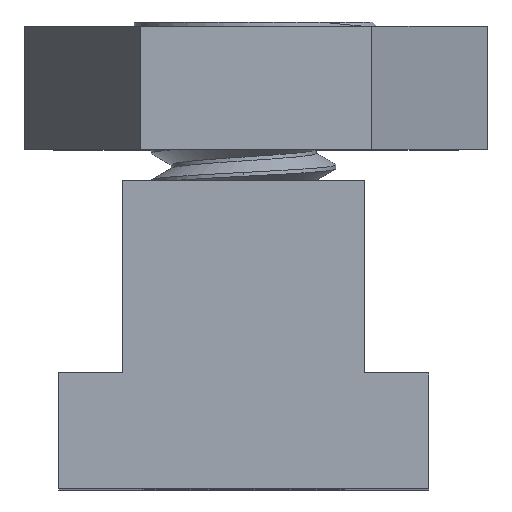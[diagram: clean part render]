
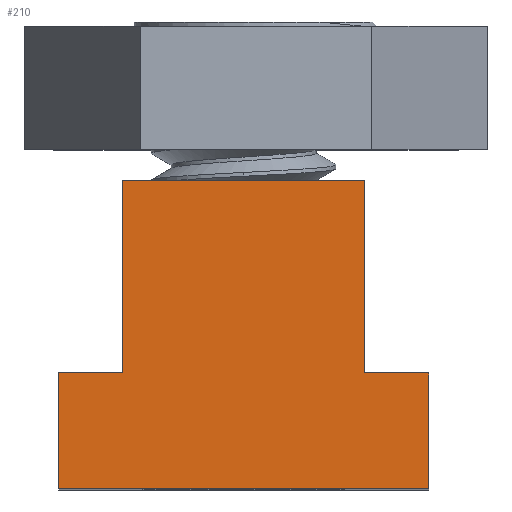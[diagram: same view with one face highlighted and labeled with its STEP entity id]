
A CAD part, top view. The second image highlights one B-rep face of the part: STEP entity #210.
In plain terms, the highlighted planar face has unit normal (0, 0, 1).
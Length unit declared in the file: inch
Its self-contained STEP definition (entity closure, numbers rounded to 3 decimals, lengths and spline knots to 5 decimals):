
#27 = DIRECTION ( 'NONE',  ( 0., -1., 0. ) ) ;
#210 = ADVANCED_FACE ( 'NONE', ( #4624 ), #5176, .T. ) ;
#328 = DIRECTION ( 'NONE',  ( 1., 0., 0. ) ) ;
#451 = VECTOR ( 'NONE', #27, 39.37008 ) ;
#494 = EDGE_CURVE ( 'NONE', #7748, #1166, #4725, .T. ) ;
#522 = CARTESIAN_POINT ( 'NONE',  ( 0.245, 0.625, 0.6 ) ) ;
#598 = VECTOR ( 'NONE', #4031, 39.37008 ) ;
#642 = CARTESIAN_POINT ( 'NONE',  ( 0.375, 0.235, 0.6 ) ) ;
#869 = LINE ( 'NONE', #4095, #4255 ) ;
#873 = ORIENTED_EDGE ( 'NONE', *, *, #2510, .T. ) ;
#1026 = CARTESIAN_POINT ( 'NONE',  ( -0.245, 0.625, 0.6 ) ) ;
#1166 = VERTEX_POINT ( 'NONE', #642 ) ;
#1252 = VERTEX_POINT ( 'NONE', #3490 ) ;
#1253 = CARTESIAN_POINT ( 'NONE',  ( 0.245, 0.235, 0.6 ) ) ;
#1272 = CARTESIAN_POINT ( 'NONE',  ( -0.245, 0.625, 0.6 ) ) ;
#1389 = ORIENTED_EDGE ( 'NONE', *, *, #2113, .T. ) ;
#1450 = CARTESIAN_POINT ( 'NONE',  ( 0.245, 0.625, 0.6 ) ) ;
#1473 = CARTESIAN_POINT ( 'NONE',  ( 0.375, 0.235, 0.6 ) ) ;
#1554 = VERTEX_POINT ( 'NONE', #1026 ) ;
#1804 = ORIENTED_EDGE ( 'NONE', *, *, #6303, .T. ) ;
#2033 = VERTEX_POINT ( 'NONE', #4019 ) ;
#2100 = LINE ( 'NONE', #1272, #451 ) ;
#2113 = EDGE_CURVE ( 'NONE', #1252, #1554, #4134, .T. ) ;
#2145 = LINE ( 'NONE', #1450, #5522 ) ;
#2510 = EDGE_CURVE ( 'NONE', #7914, #1252, #2145, .T. ) ;
#2563 = ORIENTED_EDGE ( 'NONE', *, *, #7949, .T. ) ;
#3020 = ORIENTED_EDGE ( 'NONE', *, *, #494, .T. ) ;
#3055 = VECTOR ( 'NONE', #6395, 39.37008 ) ;
#3145 = VERTEX_POINT ( 'NONE', #6092 ) ;
#3156 = ORIENTED_EDGE ( 'NONE', *, *, #5566, .T. ) ;
#3490 = CARTESIAN_POINT ( 'NONE',  ( 0.245, 0.625, 0.6 ) ) ;
#3616 = DIRECTION ( 'NONE',  ( -1., 0., 0. ) ) ;
#3803 = DIRECTION ( 'NONE',  ( 0., 0., 1. ) ) ;
#3978 = DIRECTION ( 'NONE',  ( 0., 1., 0. ) ) ;
#3983 = LINE ( 'NONE', #5044, #7176 ) ;
#3999 = VECTOR ( 'NONE', #3616, 39.37008 ) ;
#4019 = CARTESIAN_POINT ( 'NONE',  ( -0.245, 0.235, 0.6 ) ) ;
#4031 = DIRECTION ( 'NONE',  ( -1., 0., 0. ) ) ;
#4095 = CARTESIAN_POINT ( 'NONE',  ( -0.375, 0., 0.6 ) ) ;
#4134 = LINE ( 'NONE', #522, #598 ) ;
#4255 = VECTOR ( 'NONE', #328, 39.37008 ) ;
#4260 = VERTEX_POINT ( 'NONE', #5195 ) ;
#4410 = DIRECTION ( 'NONE',  ( 0., -1., 0. ) ) ;
#4617 = ORIENTED_EDGE ( 'NONE', *, *, #4673, .T. ) ;
#4624 = FACE_OUTER_BOUND ( 'NONE', #7515, .T. ) ;
#4673 = EDGE_CURVE ( 'NONE', #2033, #4260, #6101, .T. ) ;
#4725 = LINE ( 'NONE', #6691, #3055 ) ;
#5044 = CARTESIAN_POINT ( 'NONE',  ( -0.375, 0.235, 0.6 ) ) ;
#5176 = PLANE ( 'NONE',  #8035 ) ;
#5195 = CARTESIAN_POINT ( 'NONE',  ( -0.375, 0.235, 0.6 ) ) ;
#5522 = VECTOR ( 'NONE', #3978, 39.37008 ) ;
#5566 = EDGE_CURVE ( 'NONE', #1166, #7914, #7992, .T. ) ;
#5872 = DIRECTION ( 'NONE',  ( -1., 0., 0. ) ) ;
#6092 = CARTESIAN_POINT ( 'NONE',  ( -0.375, 0., 0.6 ) ) ;
#6101 = LINE ( 'NONE', #7460, #3999 ) ;
#6303 = EDGE_CURVE ( 'NONE', #4260, #3145, #3983, .T. ) ;
#6309 = VECTOR ( 'NONE', #5872, 39.37008 ) ;
#6377 = EDGE_CURVE ( 'NONE', #1554, #2033, #2100, .T. ) ;
#6395 = DIRECTION ( 'NONE',  ( 0., 1., 0. ) ) ;
#6607 = CARTESIAN_POINT ( 'NONE',  ( 0.245, 0.235, 0.6 ) ) ;
#6691 = CARTESIAN_POINT ( 'NONE',  ( 0.375, 0.235, 0.6 ) ) ;
#7176 = VECTOR ( 'NONE', #4410, 39.37008 ) ;
#7460 = CARTESIAN_POINT ( 'NONE',  ( -0.375, 0.235, 0.6 ) ) ;
#7474 = CARTESIAN_POINT ( 'NONE',  ( 0.375, 0., 0.6 ) ) ;
#7515 = EDGE_LOOP ( 'NONE', ( #3020, #3156, #873, #1389, #8108, #4617, #1804, #2563 ) ) ;
#7629 = DIRECTION ( 'NONE',  ( 1., 0., 0. ) ) ;
#7748 = VERTEX_POINT ( 'NONE', #7474 ) ;
#7914 = VERTEX_POINT ( 'NONE', #6607 ) ;
#7949 = EDGE_CURVE ( 'NONE', #3145, #7748, #869, .T. ) ;
#7992 = LINE ( 'NONE', #1253, #6309 ) ;
#8035 = AXIS2_PLACEMENT_3D ( 'NONE', #1473, #3803, #7629 ) ;
#8108 = ORIENTED_EDGE ( 'NONE', *, *, #6377, .T. ) ;
